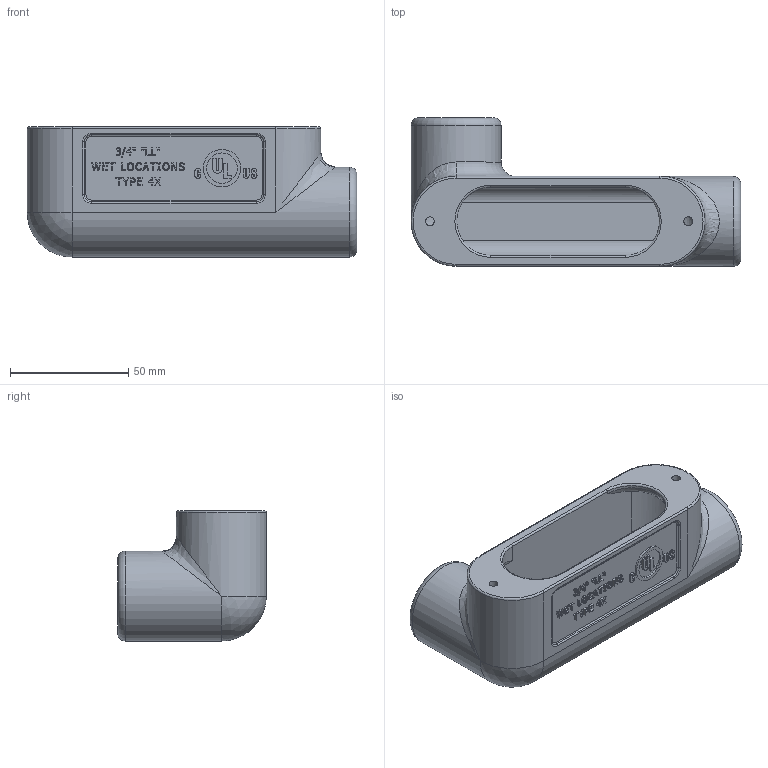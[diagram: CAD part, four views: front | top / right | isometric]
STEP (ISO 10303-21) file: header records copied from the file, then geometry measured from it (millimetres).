
FILE_DESCRIPTION(/* description */ (''),/* implementation_level */ '2;1');
FILE_NAME(/* name */ 'KIL_LL28SS.stp',/* time_stamp */ '2020-05-06T12:58:02+05:00',/* author */ ('lsugumaran'),/* organization */ (''),/* preprocessor_version */ 'ST-DEVELOPER v18',/* originating_system */ 'Autodesk Inventor 2020',/* authorisation */ '');
FILE_SCHEMA (('AUTOMOTIVE_DESIGN { 1 0 10303 214 3 1 1 }'));
Length unit declared in the file: inch
Products named in the file (1): LR28SS
Bounding box: 139.7 x 62.99 x 55.12 mm (x, y, z)
Volume: 101404.4 mm3; surface area: 44710.3 mm2
Topology: 1 solids, 1 shells, 499 faces, 1342 edges, 882 vertices
Faces by surface type: plane 302, bspline 95, cylinder 69, torus 24, cone 8, sphere 1
Full cylindrical faces by diameter (mm): 3.683 x2, 12.938 x1, 15.875 x1, 26.797 x2, 38.1 x2
Entity records: 16456 total; most frequent: CARTESIAN_POINT 4358, ORIENTED_EDGE 2676, DIRECTION 2171, EDGE_CURVE 1338, LINE 933, VECTOR 933, VERTEX_POINT 882, AXIS2_PLACEMENT_3D 619
